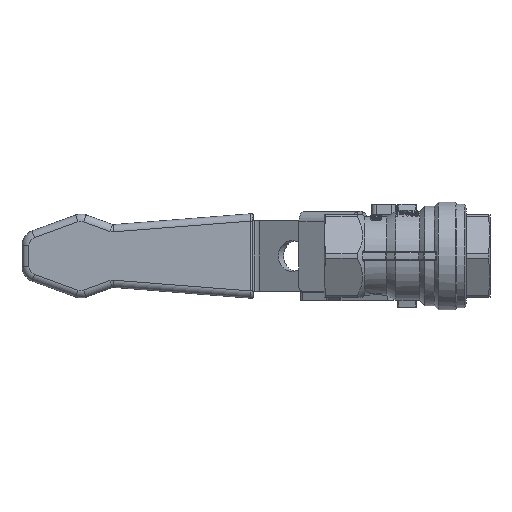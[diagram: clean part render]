
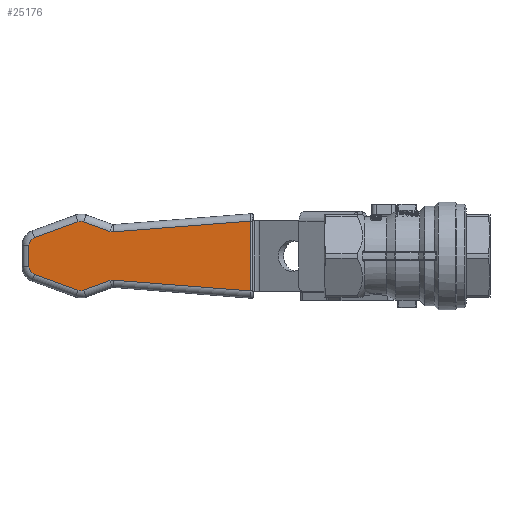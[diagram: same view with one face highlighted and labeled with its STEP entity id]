
A CAD part, front view. The second image highlights one B-rep face of the part: STEP entity #25176.
In plain terms, the highlighted planar face has unit normal (-0.035, -0.999, 0).
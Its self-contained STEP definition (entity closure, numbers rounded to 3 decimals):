
#2198=PLANE('',#26440);
#3195=FACE_OUTER_BOUND('',#4658,.T.);
#4658=EDGE_LOOP('',(#19448,#19449,#19450,#19451,#19452,#19453,#19454,#19455,
#19456,#19457,#19458,#19459,#19460,#19461));
#6577=LINE('',#40638,#8493);
#6587=LINE('',#40753,#8503);
#6593=LINE('',#40769,#8509);
#6594=LINE('',#40780,#8510);
#6596=LINE('',#40792,#8512);
#6598=LINE('',#40804,#8514);
#6600=LINE('',#40816,#8516);
#6602=LINE('',#40828,#8518);
#8493=VECTOR('',#29638,10.);
#8503=VECTOR('',#29686,10.);
#8509=VECTOR('',#29700,10.);
#8510=VECTOR('',#29713,10.);
#8512=VECTOR('',#29727,10.);
#8514=VECTOR('',#29741,10.);
#8516=VECTOR('',#29755,10.);
#8518=VECTOR('',#29769,10.);
#9327=CIRCLE('',#26409,2.);
#9331=CIRCLE('',#26415,2.);
#9335=CIRCLE('',#26421,2.);
#9339=CIRCLE('',#26427,2.);
#9343=CIRCLE('',#26433,2.);
#9346=CIRCLE('',#26438,2.);
#10973=VERTEX_POINT('',#40631);
#10975=VERTEX_POINT('',#40636);
#10986=VERTEX_POINT('',#40752);
#10992=VERTEX_POINT('',#40767);
#10994=VERTEX_POINT('',#40772);
#10996=VERTEX_POINT('',#40778);
#10998=VERTEX_POINT('',#40784);
#11000=VERTEX_POINT('',#40790);
#11002=VERTEX_POINT('',#40796);
#11004=VERTEX_POINT('',#40802);
#11006=VERTEX_POINT('',#40808);
#11008=VERTEX_POINT('',#40814);
#11010=VERTEX_POINT('',#40820);
#11012=VERTEX_POINT('',#40826);
#13924=EDGE_CURVE('',#10975,#10973,#6577,.T.);
#13946=EDGE_CURVE('',#10973,#10986,#6587,.T.);
#13954=EDGE_CURVE('',#10992,#10975,#6593,.T.);
#13956=EDGE_CURVE('',#10994,#10992,#9327,.T.);
#13959=EDGE_CURVE('',#10996,#10994,#6594,.T.);
#13962=EDGE_CURVE('',#10998,#10996,#9331,.T.);
#13965=EDGE_CURVE('',#11000,#10998,#6596,.T.);
#13968=EDGE_CURVE('',#11002,#11000,#9335,.T.);
#13971=EDGE_CURVE('',#11004,#11002,#6598,.T.);
#13974=EDGE_CURVE('',#11006,#11004,#9339,.T.);
#13977=EDGE_CURVE('',#11008,#11006,#6600,.T.);
#13980=EDGE_CURVE('',#11010,#11008,#9343,.T.);
#13983=EDGE_CURVE('',#11012,#11010,#6602,.T.);
#13985=EDGE_CURVE('',#10986,#11012,#9346,.T.);
#19448=ORIENTED_EDGE('',*,*,#13924,.F.);
#19449=ORIENTED_EDGE('',*,*,#13954,.F.);
#19450=ORIENTED_EDGE('',*,*,#13956,.F.);
#19451=ORIENTED_EDGE('',*,*,#13959,.F.);
#19452=ORIENTED_EDGE('',*,*,#13962,.F.);
#19453=ORIENTED_EDGE('',*,*,#13965,.F.);
#19454=ORIENTED_EDGE('',*,*,#13968,.F.);
#19455=ORIENTED_EDGE('',*,*,#13971,.F.);
#19456=ORIENTED_EDGE('',*,*,#13974,.F.);
#19457=ORIENTED_EDGE('',*,*,#13977,.F.);
#19458=ORIENTED_EDGE('',*,*,#13980,.F.);
#19459=ORIENTED_EDGE('',*,*,#13983,.F.);
#19460=ORIENTED_EDGE('',*,*,#13985,.F.);
#19461=ORIENTED_EDGE('',*,*,#13946,.F.);
#25176=ADVANCED_FACE('',(#3195),#2198,.F.);
#26409=AXIS2_PLACEMENT_3D('',#40774,#29705,#29706);
#26415=AXIS2_PLACEMENT_3D('',#40786,#29719,#29720);
#26421=AXIS2_PLACEMENT_3D('',#40798,#29733,#29734);
#26427=AXIS2_PLACEMENT_3D('',#40810,#29747,#29748);
#26433=AXIS2_PLACEMENT_3D('',#40822,#29761,#29762);
#26438=AXIS2_PLACEMENT_3D('',#40831,#29773,#29774);
#26440=AXIS2_PLACEMENT_3D('',#40833,#29777,#29778);
#29638=DIRECTION('',(0.,0.,-1.));
#29686=DIRECTION('',(-0.996,0.035,0.078));
#29700=DIRECTION('',(0.996,-0.035,0.078));
#29705=DIRECTION('center_axis',(-0.035,-0.999,
0.));
#29706=DIRECTION('ref_axis',(-0.135,0.005,-0.991));
#29713=DIRECTION('',(0.939,-0.033,-0.342));
#29719=DIRECTION('center_axis',(0.035,0.999,0.));
#29720=DIRECTION('ref_axis',(0.,0.,
1.));
#29727=DIRECTION('',(0.939,-0.033,0.342));
#29733=DIRECTION('center_axis',(0.035,0.999,0.));
#29734=DIRECTION('ref_axis',(-0.819,0.029,0.574));
#29741=DIRECTION('',(0.,0.,1.));
#29747=DIRECTION('center_axis',(0.035,0.999,0.));
#29748=DIRECTION('ref_axis',(-0.819,0.029,-0.574));
#29755=DIRECTION('',(-0.939,0.033,0.342));
#29761=DIRECTION('center_axis',(0.035,0.999,0.));
#29762=DIRECTION('ref_axis',(0.,0.,
-1.));
#29769=DIRECTION('',(-0.939,0.033,-0.342));
#29773=DIRECTION('center_axis',(-0.035,-0.999,
0.));
#29774=DIRECTION('ref_axis',(-0.135,0.005,0.991));
#29777=DIRECTION('center_axis',(0.035,0.999,0.));
#29778=DIRECTION('ref_axis',(0.,0.,
-1.));
#40631=CARTESIAN_POINT('',(-102.089,31.244,-28.258));
#40636=CARTESIAN_POINT('',(-102.089,31.244,-11.396));
#40638=CARTESIAN_POINT('',(-102.089,31.244,-19.827));
#40752=CARTESIAN_POINT('',(-135.191,32.4,-25.652));
#40753=CARTESIAN_POINT('',(-131.816,32.282,-25.917));
#40767=CARTESIAN_POINT('',(-135.191,32.4,-14.003));
#40769=CARTESIAN_POINT('',(-131.816,32.282,-13.737));
#40772=CARTESIAN_POINT('',(-136.031,32.429,-13.889));
#40774=CARTESIAN_POINT('Origin',(-135.348,32.405,-12.009));
#40778=CARTESIAN_POINT('',(-142.381,32.651,-11.576));
#40780=CARTESIAN_POINT('',(-134.83,32.387,-14.326));
#40784=CARTESIAN_POINT('',(-143.748,32.698,-11.576));
#40786=CARTESIAN_POINT('Origin',(-143.064,32.675,-13.456));
#40790=CARTESIAN_POINT('',(-154.241,33.065,-15.398));
#40792=CARTESIAN_POINT('',(-143.806,32.7,-11.598));
#40796=CARTESIAN_POINT('',(-155.557,33.111,-17.277));
#40798=CARTESIAN_POINT('Origin',(-153.558,33.041,-17.277));
#40802=CARTESIAN_POINT('',(-155.557,33.111,-22.377));
#40804=CARTESIAN_POINT('',(-155.557,33.111,-24.077));
#40808=CARTESIAN_POINT('',(-154.241,33.065,-24.257));
#40810=CARTESIAN_POINT('Origin',(-153.558,33.041,-22.377));
#40814=CARTESIAN_POINT('',(-143.748,32.698,-28.078));
#40816=CARTESIAN_POINT('',(-143.806,32.7,-28.057));
#40820=CARTESIAN_POINT('',(-142.381,32.651,-28.078));
#40822=CARTESIAN_POINT('Origin',(-143.064,32.675,-26.199));
#40826=CARTESIAN_POINT('',(-136.031,32.429,-25.766));
#40828=CARTESIAN_POINT('',(-134.83,32.387,-25.329));
#40831=CARTESIAN_POINT('Origin',(-135.348,32.405,-27.645));
#40833=CARTESIAN_POINT('Origin',(-127.506,32.131,-19.827));
